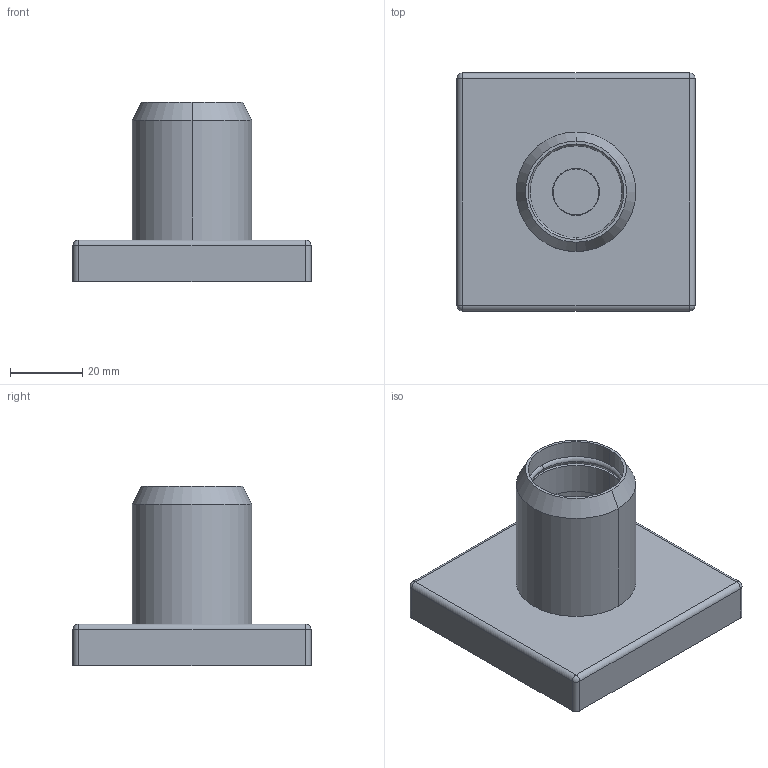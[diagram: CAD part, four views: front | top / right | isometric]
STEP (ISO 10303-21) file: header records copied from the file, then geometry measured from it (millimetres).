
FILE_DESCRIPTION((''),'2;1');
FILE_NAME('5239B_ASM','2015-11-13T',('rsmith'),(''),'PRO/ENGINEER BY PARAMETRIC TECHNOLOGY CORPORATION, 2013150','PRO/ENGINEER BY PARAMETRIC TECHNOLOGY CORPORATION, 2013150','');
FILE_SCHEMA(('CONFIG_CONTROL_DESIGN'));
Length unit declared in the file: inch
Products named in the file (7): 40622; 1139A; 40628; 91073; 92308; 11XXD; 5239B_ASM
Assembly tree (6 placements, depth 2):
  5239B_ASM
    40622
    1139A
    40628
    91073
    92308
    11XXD
Bounding box: 65.79 x 65.79 x 49.58 mm (x, y, z)
Volume: 35630.3 mm3; surface area: 44470.3 mm2
Topology: 6 solids, 11 shells, 293 faces, 736 edges, 473 vertices
Faces by surface type: plane 128, cylinder 109, bspline 20, sphere 18, cone 10, torus 8
Entity records: 14582 total; most frequent: CARTESIAN_POINT 7531, ORIENTED_EDGE 1412, DIRECTION 1388, EDGE_CURVE 732, AXIS2_PLACEMENT_3D 496, VERTEX_POINT 473, VECTOR 396, LINE 396
